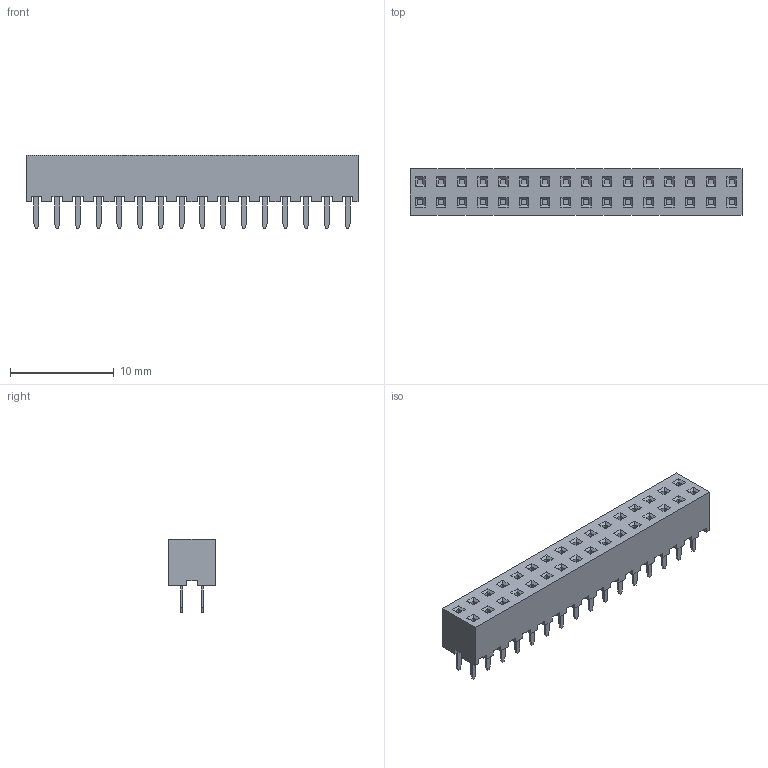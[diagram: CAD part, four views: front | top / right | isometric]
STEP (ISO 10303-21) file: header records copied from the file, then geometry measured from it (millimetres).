
FILE_DESCRIPTION (( 'STEP AP214' ), '1' );
FILE_NAME ('HDR2.0 2x16 H4.3.STEP', '2022-08-22T01:04:52', ( '' ), ( '' ), 'SwSTEP 2.0', 'SolidWorks 2021', '' );
FILE_SCHEMA (( 'AUTOMOTIVE_DESIGN' ));
Length unit declared in the file: millimetre
Products named in the file (1): HDR2.0 2x16 H4.3
Bounding box: 32 x 4.5 x 7.1 mm (x, y, z)
Volume: 583.8 mm3; surface area: 1022.6 mm2
Topology: 1 solids, 1 shells, 650 faces, 1624 edges, 1040 vertices
Faces by surface type: plane 650
Entity records: 21282 total; most frequent: CARTESIAN_POINT 3315, ORIENTED_EDGE 3248, DIRECTION 2926, LINE 1624, VECTOR 1624, EDGE_CURVE 1624, VERTEX_POINT 1040, EDGE_LOOP 714
